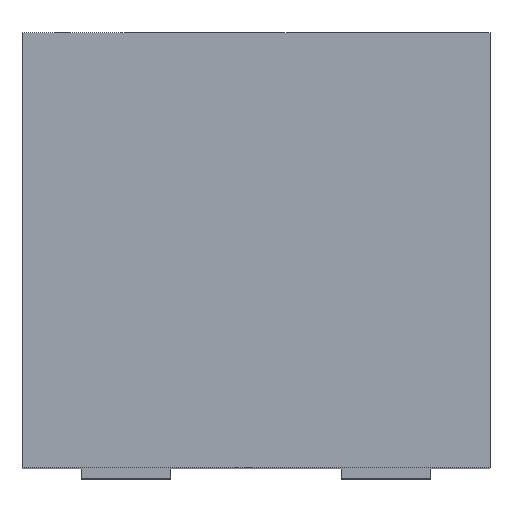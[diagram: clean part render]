
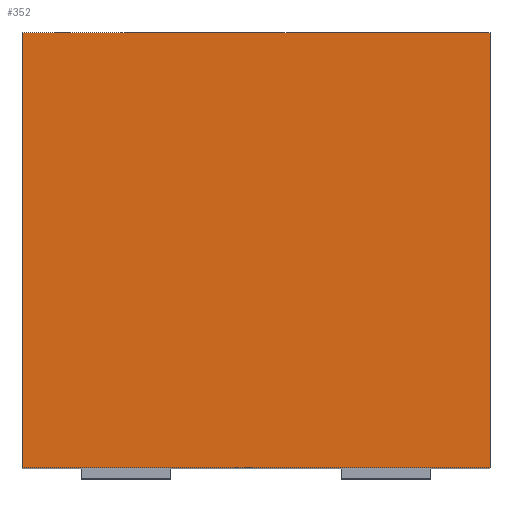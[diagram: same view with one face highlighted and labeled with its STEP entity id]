
A CAD part, top view. The second image highlights one B-rep face of the part: STEP entity #352.
In plain terms, the highlighted planar face has unit normal (0, 0, 1).
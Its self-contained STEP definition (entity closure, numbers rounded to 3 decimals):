
#27 = LINE ( 'NONE', #1591, #331 ) ;
#186 = VECTOR ( 'NONE', #1400, 1000. ) ;
#265 = ORIENTED_EDGE ( 'NONE', *, *, #1676, .F. ) ;
#270 = VERTEX_POINT ( 'NONE', #598 ) ;
#310 = LINE ( 'NONE', #1198, #841 ) ;
#331 = VECTOR ( 'NONE', #1091, 1000. ) ;
#352 = ADVANCED_FACE ( 'NONE', ( #533 ), #1570, .F. ) ;
#362 = CARTESIAN_POINT ( 'NONE',  ( 2.15, 4., 2.15 ) ) ;
#443 = VERTEX_POINT ( 'NONE', #933 ) ;
#478 = LINE ( 'NONE', #1234, #1600 ) ;
#533 = FACE_OUTER_BOUND ( 'NONE', #1133, .T. ) ;
#534 = EDGE_CURVE ( 'NONE', #1673, #657, #478, .T. ) ;
#572 = DIRECTION ( 'NONE',  ( -1., 0., 0. ) ) ;
#598 = CARTESIAN_POINT ( 'NONE',  ( -2.15, 4., 2.15 ) ) ;
#636 = CARTESIAN_POINT ( 'NONE',  ( -2.15, 0., 2.15 ) ) ;
#657 = VERTEX_POINT ( 'NONE', #636 ) ;
#702 = DIRECTION ( 'NONE',  ( 0., 0., -1. ) ) ;
#814 = CARTESIAN_POINT ( 'NONE',  ( 2.15, 0., 2.15 ) ) ;
#841 = VECTOR ( 'NONE', #1463, 1000. ) ;
#933 = CARTESIAN_POINT ( 'NONE',  ( 2.15, 4., 2.15 ) ) ;
#995 = EDGE_CURVE ( 'NONE', #443, #1673, #999, .T. ) ;
#999 = LINE ( 'NONE', #362, #186 ) ;
#1091 = DIRECTION ( 'NONE',  ( 0., 1., 0. ) ) ;
#1123 = DIRECTION ( 'NONE',  ( -1., 0., 0. ) ) ;
#1133 = EDGE_LOOP ( 'NONE', ( #1237, #265, #1670, #1276 ) ) ;
#1198 = CARTESIAN_POINT ( 'NONE',  ( -2.15, 4., 2.15 ) ) ;
#1202 = CARTESIAN_POINT ( 'NONE',  ( -2.15, 4., 2.15 ) ) ;
#1234 = CARTESIAN_POINT ( 'NONE',  ( -2.15, 0., 2.15 ) ) ;
#1237 = ORIENTED_EDGE ( 'NONE', *, *, #995, .F. ) ;
#1276 = ORIENTED_EDGE ( 'NONE', *, *, #534, .F. ) ;
#1400 = DIRECTION ( 'NONE',  ( 0., -1., 0. ) ) ;
#1463 = DIRECTION ( 'NONE',  ( 1., 0., 0. ) ) ;
#1473 = AXIS2_PLACEMENT_3D ( 'NONE', #1202, #702, #572 ) ;
#1484 = EDGE_CURVE ( 'NONE', #657, #270, #27, .T. ) ;
#1570 = PLANE ( 'NONE',  #1473 ) ;
#1591 = CARTESIAN_POINT ( 'NONE',  ( -2.15, 4., 2.15 ) ) ;
#1600 = VECTOR ( 'NONE', #1123, 1000. ) ;
#1670 = ORIENTED_EDGE ( 'NONE', *, *, #1484, .F. ) ;
#1673 = VERTEX_POINT ( 'NONE', #814 ) ;
#1676 = EDGE_CURVE ( 'NONE', #270, #443, #310, .T. ) ;
